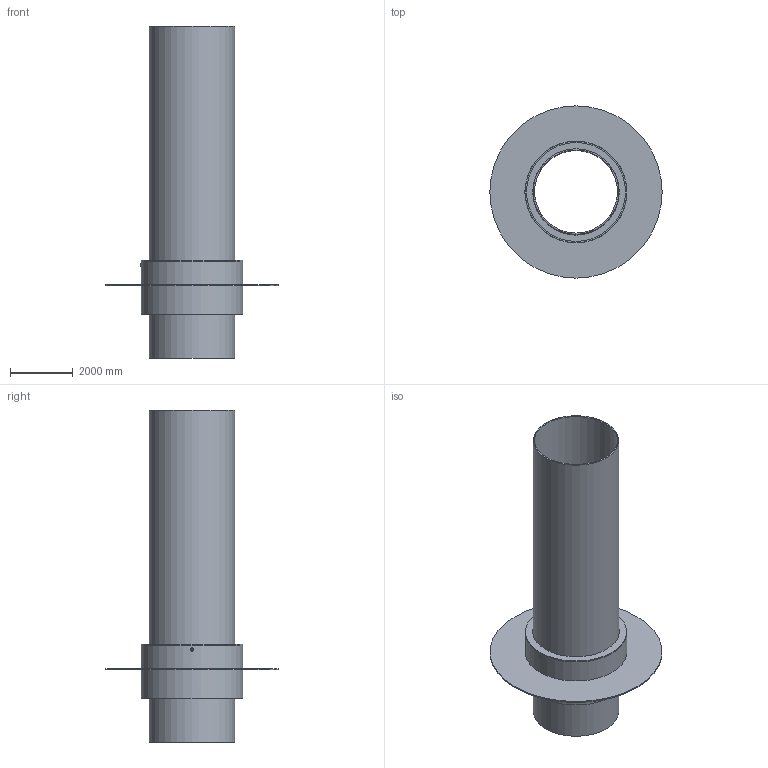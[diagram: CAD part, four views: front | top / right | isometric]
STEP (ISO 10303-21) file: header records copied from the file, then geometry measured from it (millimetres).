
FILE_DESCRIPTION(/* description */ (''),/* implementation_level */ '2;1');
FILE_NAME(/* name */ '19485.250X_3D.stp',/* time_stamp */ '2024-12-12T07:54:15+01:00',/* author */ ('CAD'),/* organization */ (''),/* preprocessor_version */ 'ST-DEVELOPER v20',/* originating_system */ 'AutoCAD Mechanical',/* authorisation */ '');
FILE_SCHEMA (('AUTOMOTIVE_DESIGN { 1 0 10303 214 3 1 1 }'));
Length unit declared in the file: centimetre
Products named in the file (2): Product; *S0
Assembly tree (1 placements, depth 2):
  Product
    *S0
Bounding box: 5500 x 5500 x 10600 mm (x, y, z)
Volume: 8300875055.4 mm3; surface area: 286806574.3 mm2
Topology: 6 solids, 6 shells, 35 faces, 63 edges, 42 vertices
Faces by surface type: plane 17, cylinder 14, torus 4
Full cylindrical faces by diameter (mm): 60 x3, 67 x1, 2650 x1, 2730 x2, 2760 x1, 3159 x2, 3239 x2, 3250 x1, 5500 x1
Entity records: 1128 total; most frequent: CARTESIAN_POINT 344, DIRECTION 167, ORIENTED_EDGE 126, AXIS2_PLACEMENT_3D 75, EDGE_CURVE 63, EDGE_LOOP 49, VERTEX_POINT 42, CIRCLE 37
